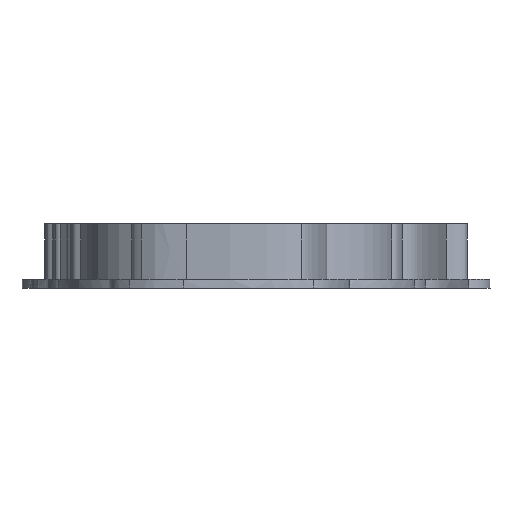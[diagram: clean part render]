
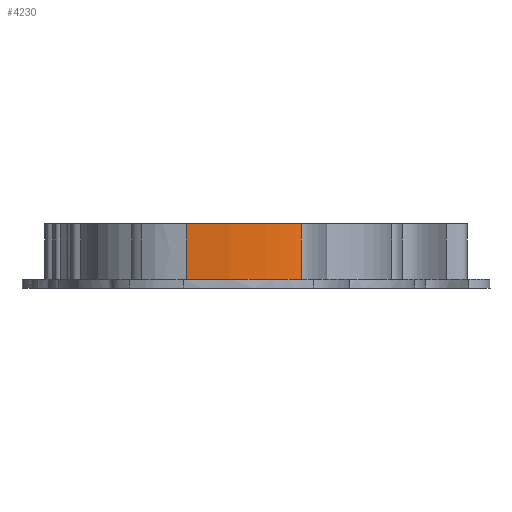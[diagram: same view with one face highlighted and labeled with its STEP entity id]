
A CAD part, front view. The second image highlights one B-rep face of the part: STEP entity #4230.
In plain terms, the highlighted free-form (B-spline) face has degree [5, 1] with [20, 2] control points.
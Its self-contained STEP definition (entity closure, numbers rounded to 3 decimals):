
#57=(
BOUNDED_CURVE()
B_SPLINE_CURVE(5,(#13842,#13843,#13844,#13845,#13846,#13847,#13848,#13849,
#13850,#13851,#13852,#13853,#13854,#13855,#13856,#13857,#13858,#13859,#13860,
#13861),.UNSPECIFIED.,.F.,.F.)
B_SPLINE_CURVE_WITH_KNOTS((6,1,1,1,1,1,1,1,1,1,1,1,1,1,1,6),(0.,0.067,
0.133,0.2,0.267,0.333,0.4,0.467,
0.533,0.6,0.667,0.733,0.8,0.867,
0.933,1.),.UNSPECIFIED.)
CURVE()
GEOMETRIC_REPRESENTATION_ITEM()
RATIONAL_B_SPLINE_CURVE((1.,1.,1.,1.,1.,1.,1.,1.,1.,1.,1.,1.,1.,1.,1.,1.,
1.,1.,1.,1.))
REPRESENTATION_ITEM('')
);
#162=(
BOUNDED_CURVE()
B_SPLINE_CURVE(5,(#16902,#16903,#16904,#16905,#16906,#16907,#16908,#16909,
#16910,#16911,#16912,#16913,#16914,#16915,#16916,#16917,#16918,#16919,#16920,
#16921),.UNSPECIFIED.,.F.,.F.)
B_SPLINE_CURVE_WITH_KNOTS((6,1,1,1,1,1,1,1,1,1,1,1,1,1,1,6),(0.,0.067,
0.133,0.2,0.267,0.333,0.4,0.467,
0.533,0.6,0.667,0.733,0.8,0.867,
0.933,1.),.UNSPECIFIED.)
CURVE()
GEOMETRIC_REPRESENTATION_ITEM()
RATIONAL_B_SPLINE_CURVE((1.,1.,1.,1.,1.,1.,1.,1.,1.,1.,1.,1.,1.,1.,1.,1.,
1.,1.,1.,1.))
REPRESENTATION_ITEM('')
);
#337=(
BOUNDED_SURFACE()
B_SPLINE_SURFACE(5,1,((#22665,#22666),(#22667,#22668),(#22669,#22670),(#22671,
#22672),(#22673,#22674),(#22675,#22676),(#22677,#22678),(#22679,#22680),
(#22681,#22682),(#22683,#22684),(#22685,#22686),(#22687,#22688),(#22689,
#22690),(#22691,#22692),(#22693,#22694),(#22695,#22696),(#22697,#22698),
(#22699,#22700),(#22701,#22702),(#22703,#22704)),.UNSPECIFIED.,.F.,.F.,
 .F.)
B_SPLINE_SURFACE_WITH_KNOTS((6,1,1,1,1,1,1,1,1,1,1,1,1,1,1,6),(2,2),(0.,
0.067,0.133,0.2,0.267,0.333,
0.4,0.467,0.533,0.6,0.667,0.733,
0.8,0.867,0.933,1.),(0.,1.27),.UNSPECIFIED.)
GEOMETRIC_REPRESENTATION_ITEM()
RATIONAL_B_SPLINE_SURFACE(((1.,1.),(1.,1.),(1.,1.),(1.,1.),(1.,1.),(1.,
1.),(1.,1.),(1.,1.),(1.,1.),(1.,1.),(1.,1.),(1.,1.),(1.,1.),(1.,1.),(1.,
1.),(1.,1.),(1.,1.),(1.,1.),(1.,1.),(1.,1.)))
REPRESENTATION_ITEM('')
SURFACE()
);
#652=FACE_OUTER_BOUND('',#920,.T.);
#920=EDGE_LOOP('',(#3809,#3810,#3811,#3812));
#1197=LINE('',#22664,#1462);
#1198=LINE('',#22705,#1463);
#1462=VECTOR('',#4679,10.);
#1463=VECTOR('',#4680,10.);
#1845=VERTEX_POINT('',#13820);
#1846=VERTEX_POINT('',#13841);
#1960=VERTEX_POINT('',#16897);
#1961=VERTEX_POINT('',#16901);
#2345=EDGE_CURVE('',#1846,#1845,#57,.T.);
#2472=EDGE_CURVE('',#1960,#1961,#162,.T.);
#2646=EDGE_CURVE('',#1845,#1961,#1197,.T.);
#2647=EDGE_CURVE('',#1846,#1960,#1198,.T.);
#3809=ORIENTED_EDGE('',*,*,#2345,.T.);
#3810=ORIENTED_EDGE('',*,*,#2646,.T.);
#3811=ORIENTED_EDGE('',*,*,#2472,.F.);
#3812=ORIENTED_EDGE('',*,*,#2647,.F.);
#4230=ADVANCED_FACE('',(#652),#337,.T.);
#4679=DIRECTION('',(0.,0.,1.));
#4680=DIRECTION('',(0.,0.,1.));
#13820=CARTESIAN_POINT('',(15.252,-74.643,0.));
#13841=CARTESIAN_POINT('',(-11.051,-77.03,0.));
#13842=CARTESIAN_POINT('Ctrl Pts',(-11.051,-77.03,
0.));
#13843=CARTESIAN_POINT('Ctrl Pts',(-10.644,-77.088,0.));
#13844=CARTESIAN_POINT('Ctrl Pts',(-9.832,-77.198,
0.));
#13845=CARTESIAN_POINT('Ctrl Pts',(-8.618,-77.347,
0.));
#13846=CARTESIAN_POINT('Ctrl Pts',(-7.005,-77.514,
0.));
#13847=CARTESIAN_POINT('Ctrl Pts',(-5.003,-77.67,
0.));
#13848=CARTESIAN_POINT('Ctrl Pts',(-3.015,-77.77,
0.));
#13849=CARTESIAN_POINT('Ctrl Pts',(-1.048,-77.811,
0.));
#13850=CARTESIAN_POINT('Ctrl Pts',(0.893,-77.789,
0.));
#13851=CARTESIAN_POINT('Ctrl Pts',(2.798,-77.704,0.));
#13852=CARTESIAN_POINT('Ctrl Pts',(4.652,-77.552,0.));
#13853=CARTESIAN_POINT('Ctrl Pts',(6.443,-77.335,0.));
#13854=CARTESIAN_POINT('Ctrl Pts',(8.154,-77.05,0.));
#13855=CARTESIAN_POINT('Ctrl Pts',(9.776,-76.699,0.));
#13856=CARTESIAN_POINT('Ctrl Pts',(11.3,-76.282,0.));
#13857=CARTESIAN_POINT('Ctrl Pts',(12.723,-75.801,0.));
#13858=CARTESIAN_POINT('Ctrl Pts',(13.783,-75.368,0.));
#13859=CARTESIAN_POINT('Ctrl Pts',(14.535,-75.016,0.));
#13860=CARTESIAN_POINT('Ctrl Pts',(15.016,-74.769,0.));
#13861=CARTESIAN_POINT('Ctrl Pts',(15.252,-74.643,0.));
#16897=CARTESIAN_POINT('',(-11.051,-77.03,12.7));
#16901=CARTESIAN_POINT('',(15.252,-74.643,12.7));
#16902=CARTESIAN_POINT('Ctrl Pts',(-11.051,-77.03,
12.7));
#16903=CARTESIAN_POINT('Ctrl Pts',(-10.644,-77.088,12.7));
#16904=CARTESIAN_POINT('Ctrl Pts',(-9.832,-77.198,
12.7));
#16905=CARTESIAN_POINT('Ctrl Pts',(-8.618,-77.347,
12.7));
#16906=CARTESIAN_POINT('Ctrl Pts',(-7.005,-77.514,
12.7));
#16907=CARTESIAN_POINT('Ctrl Pts',(-5.003,-77.67,
12.7));
#16908=CARTESIAN_POINT('Ctrl Pts',(-3.015,-77.77,
12.7));
#16909=CARTESIAN_POINT('Ctrl Pts',(-1.048,-77.811,
12.7));
#16910=CARTESIAN_POINT('Ctrl Pts',(0.893,-77.789,
12.7));
#16911=CARTESIAN_POINT('Ctrl Pts',(2.798,-77.704,12.7));
#16912=CARTESIAN_POINT('Ctrl Pts',(4.652,-77.552,12.7));
#16913=CARTESIAN_POINT('Ctrl Pts',(6.443,-77.335,12.7));
#16914=CARTESIAN_POINT('Ctrl Pts',(8.154,-77.05,12.7));
#16915=CARTESIAN_POINT('Ctrl Pts',(9.776,-76.699,12.7));
#16916=CARTESIAN_POINT('Ctrl Pts',(11.3,-76.282,12.7));
#16917=CARTESIAN_POINT('Ctrl Pts',(12.723,-75.801,12.7));
#16918=CARTESIAN_POINT('Ctrl Pts',(13.783,-75.368,12.7));
#16919=CARTESIAN_POINT('Ctrl Pts',(14.535,-75.016,12.7));
#16920=CARTESIAN_POINT('Ctrl Pts',(15.016,-74.769,12.7));
#16921=CARTESIAN_POINT('Ctrl Pts',(15.252,-74.643,12.7));
#22664=CARTESIAN_POINT('',(15.252,-74.643,0.));
#22665=CARTESIAN_POINT('Ctrl Pts',(-11.051,-77.03,
0.));
#22666=CARTESIAN_POINT('Ctrl Pts',(-11.051,-77.03,
12.7));
#22667=CARTESIAN_POINT('Ctrl Pts',(-10.644,-77.088,0.));
#22668=CARTESIAN_POINT('Ctrl Pts',(-10.644,-77.088,12.7));
#22669=CARTESIAN_POINT('Ctrl Pts',(-9.832,-77.198,
0.));
#22670=CARTESIAN_POINT('Ctrl Pts',(-9.832,-77.198,
12.7));
#22671=CARTESIAN_POINT('Ctrl Pts',(-8.618,-77.347,
0.));
#22672=CARTESIAN_POINT('Ctrl Pts',(-8.618,-77.347,
12.7));
#22673=CARTESIAN_POINT('Ctrl Pts',(-7.005,-77.514,
0.));
#22674=CARTESIAN_POINT('Ctrl Pts',(-7.005,-77.514,
12.7));
#22675=CARTESIAN_POINT('Ctrl Pts',(-5.003,-77.67,
0.));
#22676=CARTESIAN_POINT('Ctrl Pts',(-5.003,-77.67,
12.7));
#22677=CARTESIAN_POINT('Ctrl Pts',(-3.015,-77.77,
0.));
#22678=CARTESIAN_POINT('Ctrl Pts',(-3.015,-77.77,
12.7));
#22679=CARTESIAN_POINT('Ctrl Pts',(-1.048,-77.811,
0.));
#22680=CARTESIAN_POINT('Ctrl Pts',(-1.048,-77.811,
12.7));
#22681=CARTESIAN_POINT('Ctrl Pts',(0.893,-77.789,
0.));
#22682=CARTESIAN_POINT('Ctrl Pts',(0.893,-77.789,
12.7));
#22683=CARTESIAN_POINT('Ctrl Pts',(2.798,-77.704,0.));
#22684=CARTESIAN_POINT('Ctrl Pts',(2.798,-77.704,12.7));
#22685=CARTESIAN_POINT('Ctrl Pts',(4.652,-77.552,0.));
#22686=CARTESIAN_POINT('Ctrl Pts',(4.652,-77.552,12.7));
#22687=CARTESIAN_POINT('Ctrl Pts',(6.443,-77.335,0.));
#22688=CARTESIAN_POINT('Ctrl Pts',(6.443,-77.335,12.7));
#22689=CARTESIAN_POINT('Ctrl Pts',(8.154,-77.05,0.));
#22690=CARTESIAN_POINT('Ctrl Pts',(8.154,-77.05,12.7));
#22691=CARTESIAN_POINT('Ctrl Pts',(9.776,-76.699,0.));
#22692=CARTESIAN_POINT('Ctrl Pts',(9.776,-76.699,12.7));
#22693=CARTESIAN_POINT('Ctrl Pts',(11.3,-76.282,0.));
#22694=CARTESIAN_POINT('Ctrl Pts',(11.3,-76.282,12.7));
#22695=CARTESIAN_POINT('Ctrl Pts',(12.723,-75.801,0.));
#22696=CARTESIAN_POINT('Ctrl Pts',(12.723,-75.801,12.7));
#22697=CARTESIAN_POINT('Ctrl Pts',(13.783,-75.368,0.));
#22698=CARTESIAN_POINT('Ctrl Pts',(13.783,-75.368,12.7));
#22699=CARTESIAN_POINT('Ctrl Pts',(14.535,-75.016,0.));
#22700=CARTESIAN_POINT('Ctrl Pts',(14.535,-75.016,12.7));
#22701=CARTESIAN_POINT('Ctrl Pts',(15.016,-74.769,0.));
#22702=CARTESIAN_POINT('Ctrl Pts',(15.016,-74.769,12.7));
#22703=CARTESIAN_POINT('Ctrl Pts',(15.252,-74.643,0.));
#22704=CARTESIAN_POINT('Ctrl Pts',(15.252,-74.643,12.7));
#22705=CARTESIAN_POINT('',(-11.051,-77.03,0.));
